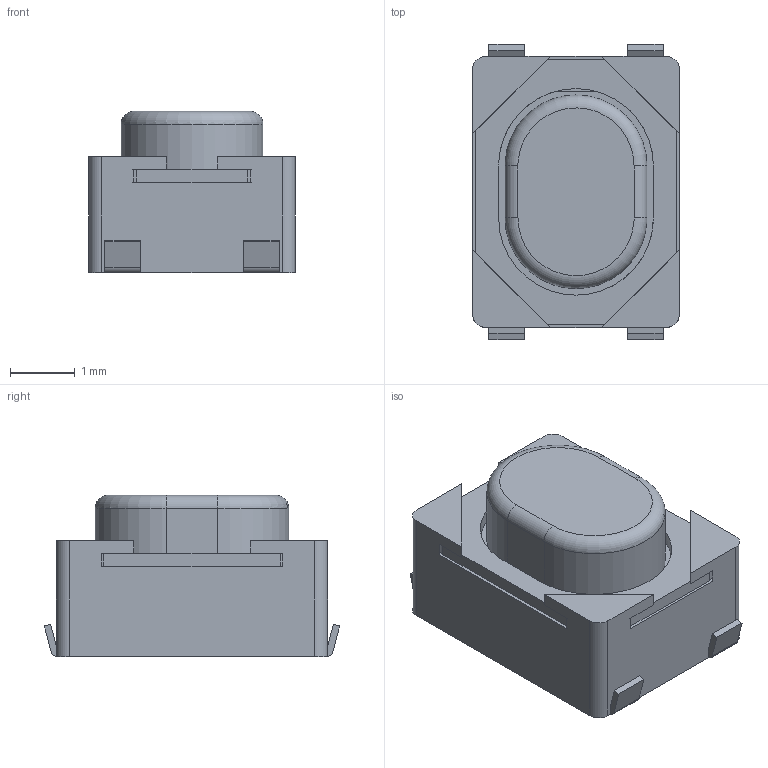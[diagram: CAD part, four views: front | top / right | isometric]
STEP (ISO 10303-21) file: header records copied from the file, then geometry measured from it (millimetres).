
FILE_DESCRIPTION(('FreeCAD Model'),'2;1');
FILE_NAME('PTS810_tactile_push_button.step', '2016-12-31T18:49:47',('Author'),(''), 'Open CASCADE STEP processor 6.8','FreeCAD','Unknown');
FILE_SCHEMA(('AUTOMOTIVE_DESIGN_CC2 { 1 2 10303 214 -1 1 5 4 }'));
Length unit declared in the file: millimetre
Products named in the file (2): ASSEMBLY; PTS810_tactile_push_button
Assembly tree (1 placements, depth 2):
  ASSEMBLY
    PTS810_tactile_push_button
Bounding box: 3.2 x 4.58 x 2.5 mm (x, y, z)
Volume: 22.2 mm3; surface area: 108.3 mm2
Topology: 1 solids, 1 shells, 198 faces, 548 edges, 352 vertices
Faces by surface type: plane 139, cylinder 47, sphere 8, bspline 2, torus 2
Entity records: 21266 total; most frequent: CARTESIAN_POINT 9518, DIRECTION 1799, LINE 1110, VECTOR 1110, ORIENTED_EDGE 1080, PCURVE 1080, DEFINITIONAL_REPRESENTATION 1080, EDGE_CURVE 540
